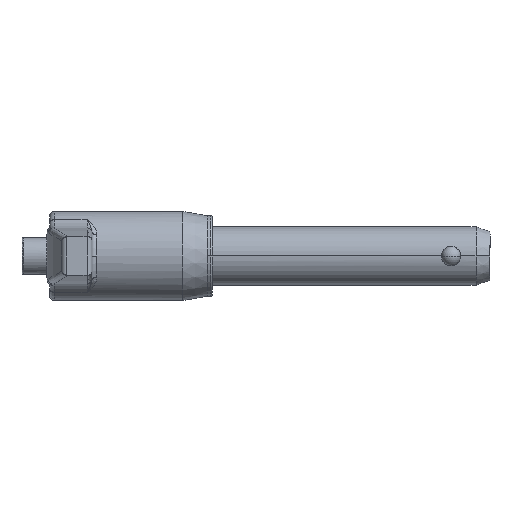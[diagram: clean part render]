
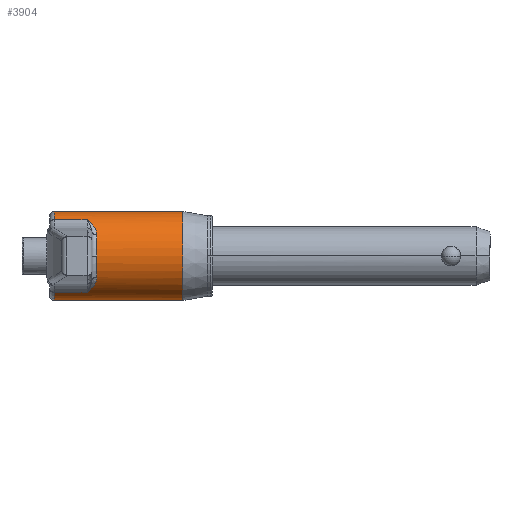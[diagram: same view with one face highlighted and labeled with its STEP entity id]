
A CAD part, left-side view. The second image highlights one B-rep face of the part: STEP entity #3904.
In plain terms, the highlighted cylindrical face has radius 9.13 mm (diameter 18.26 mm), a partial arc.
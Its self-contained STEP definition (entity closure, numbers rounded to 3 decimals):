
#107 = DIRECTION ( 'NONE',  ( 0., 1., 0. ) ) ;
#125 = ORIENTED_EDGE ( 'NONE', *, *, #3291, .T. ) ;
#131 = CARTESIAN_POINT ( 'NONE',  ( -5.239, 7.7, -7.477 ) ) ;
#147 = EDGE_CURVE ( 'NONE', #1075, #899, #413, .T. ) ;
#183 = DIRECTION ( 'NONE',  ( 0., -1., 0. ) ) ;
#206 = CYLINDRICAL_SURFACE ( 'NONE', #2016, 9.13 ) ;
#403 = EDGE_CURVE ( 'NONE', #2384, #2046, #496, .T. ) ;
#413 = B_SPLINE_CURVE_WITH_KNOTS ( 'NONE', 3,
 ( #3793, #1362, #767, #2385, #3136, #2054, #2123, #446 ),
 .UNSPECIFIED., .F., .F.,
 ( 4, 2, 2, 4 ),
 ( 0., 0.001, 0.002, 0.005 ),
 .UNSPECIFIED. ) ;
#446 = CARTESIAN_POINT ( 'NONE',  ( -5.239, 1., -7.477 ) ) ;
#496 = B_SPLINE_CURVE_WITH_KNOTS ( 'NONE', 3,
 ( #1280, #3966, #2978, #1630, #2588, #1216, #4307, #1296, #2568, #3249 ),
 .UNSPECIFIED., .F., .F.,
 ( 4, 2, 2, 2, 4 ),
 ( 0., 0.001, 0.002, 0.004, 0.005 ),
 .UNSPECIFIED. ) ;
#589 = EDGE_CURVE ( 'NONE', #4087, #2384, #2867, .T. ) ;
#636 = LINE ( 'NONE', #3667, #3425 ) ;
#642 = EDGE_LOOP ( 'NONE', ( #1465, #1203, #3015, #125, #930, #1542, #1975, #1934, #3169, #3523, #3968 ) ) ;
#646 = CARTESIAN_POINT ( 'NONE',  ( -5.239, 7.7, 7.477 ) ) ;
#698 = CIRCLE ( 'NONE', #4217, 9.13 ) ;
#756 = VERTEX_POINT ( 'NONE', #3264 ) ;
#767 = CARTESIAN_POINT ( 'NONE',  ( -7.609, -0.917, -5.06 ) ) ;
#790 = AXIS2_PLACEMENT_3D ( 'NONE', #1654, #3000, #2510 ) ;
#800 = DIRECTION ( 'NONE',  ( 0., 0., 1. ) ) ;
#899 = VERTEX_POINT ( 'NONE', #2279 ) ;
#930 = ORIENTED_EDGE ( 'NONE', *, *, #589, .T. ) ;
#991 = LINE ( 'NONE', #3402, #3471 ) ;
#1002 = CIRCLE ( 'NONE', #790, 9.13 ) ;
#1075 = VERTEX_POINT ( 'NONE', #3779 ) ;
#1145 = EDGE_CURVE ( 'NONE', #3984, #2311, #1002, .T. ) ;
#1170 = DIRECTION ( 'NONE',  ( 0., -1., 0. ) ) ;
#1203 = ORIENTED_EDGE ( 'NONE', *, *, #3209, .T. ) ;
#1216 = CARTESIAN_POINT ( 'NONE',  ( -6.944, -0.492, 5.938 ) ) ;
#1252 = DIRECTION ( 'NONE',  ( 0., 1., 0. ) ) ;
#1253 = CARTESIAN_POINT ( 'NONE',  ( 0., -1., 0. ) ) ;
#1262 = AXIS2_PLACEMENT_3D ( 'NONE', #3507, #1853, #1792 ) ;
#1280 = CARTESIAN_POINT ( 'NONE',  ( -5.239, 1., 7.477 ) ) ;
#1296 = CARTESIAN_POINT ( 'NONE',  ( -7.609, -0.917, 5.06 ) ) ;
#1362 = CARTESIAN_POINT ( 'NONE',  ( -7.815, -1., -4.737 ) ) ;
#1465 = ORIENTED_EDGE ( 'NONE', *, *, #2371, .F. ) ;
#1478 = EDGE_CURVE ( 'NONE', #756, #3274, #3113, .T. ) ;
#1542 = ORIENTED_EDGE ( 'NONE', *, *, #403, .T. ) ;
#1562 = EDGE_CURVE ( 'NONE', #2399, #1075, #3380, .T. ) ;
#1630 = CARTESIAN_POINT ( 'NONE',  ( -6.243, 0.1, 6.67 ) ) ;
#1642 = EDGE_CURVE ( 'NONE', #2046, #2399, #3172, .T. ) ;
#1654 = CARTESIAN_POINT ( 'NONE',  ( 0., 7.7, 0. ) ) ;
#1724 = CARTESIAN_POINT ( 'NONE',  ( -9.13, -1., 0. ) ) ;
#1734 = DIRECTION ( 'NONE',  ( 0., 0., 1. ) ) ;
#1792 = DIRECTION ( 'NONE',  ( -1., 0., 0. ) ) ;
#1853 = DIRECTION ( 'NONE',  ( 0., -1., 0. ) ) ;
#1898 = AXIS2_PLACEMENT_3D ( 'NONE', #2839, #3825, #800 ) ;
#1934 = ORIENTED_EDGE ( 'NONE', *, *, #1562, .T. ) ;
#1975 = ORIENTED_EDGE ( 'NONE', *, *, #1642, .T. ) ;
#2016 = AXIS2_PLACEMENT_3D ( 'NONE', #3466, #1252, #3492 ) ;
#2046 = VERTEX_POINT ( 'NONE', #3602 ) ;
#2054 = CARTESIAN_POINT ( 'NONE',  ( -6.25, 0.077, -6.69 ) ) ;
#2063 = DIRECTION ( 'NONE',  ( 0., 1., 0. ) ) ;
#2123 = CARTESIAN_POINT ( 'NONE',  ( -5.759, 0.543, -7.113 ) ) ;
#2276 = DIRECTION ( 'NONE',  ( 0., 1., 0. ) ) ;
#2279 = CARTESIAN_POINT ( 'NONE',  ( -5.239, 1., -7.477 ) ) ;
#2311 = VERTEX_POINT ( 'NONE', #2695 ) ;
#2318 = CARTESIAN_POINT ( 'NONE',  ( -5.239, 1., 7.477 ) ) ;
#2371 = EDGE_CURVE ( 'NONE', #3786, #2311, #991, .T. ) ;
#2384 = VERTEX_POINT ( 'NONE', #2318 ) ;
#2385 = CARTESIAN_POINT ( 'NONE',  ( -7.169, -0.661, -5.666 ) ) ;
#2392 = VECTOR ( 'NONE', #107, 1000. ) ;
#2399 = VERTEX_POINT ( 'NONE', #1724 ) ;
#2493 = CARTESIAN_POINT ( 'NONE',  ( 0., 7.7, 9.13 ) ) ;
#2510 = DIRECTION ( 'NONE',  ( 0., 0., 1. ) ) ;
#2521 = CARTESIAN_POINT ( 'NONE',  ( -5.239, -23.67, 7.477 ) ) ;
#2564 = DIRECTION ( 'NONE',  ( -1., 0., 0. ) ) ;
#2568 = CARTESIAN_POINT ( 'NONE',  ( -7.815, -1., 4.737 ) ) ;
#2588 = CARTESIAN_POINT ( 'NONE',  ( -6.481, -0.113, 6.439 ) ) ;
#2695 = CARTESIAN_POINT ( 'NONE',  ( 0., 7.7, -9.13 ) ) ;
#2739 = DIRECTION ( 'NONE',  ( 0., 1., 0. ) ) ;
#2839 = CARTESIAN_POINT ( 'NONE',  ( 0., 7.7, 0. ) ) ;
#2867 = LINE ( 'NONE', #2521, #3882 ) ;
#2960 = AXIS2_PLACEMENT_3D ( 'NONE', #1253, #183, #2564 ) ;
#2978 = CARTESIAN_POINT ( 'NONE',  ( -5.752, 0.541, 7.098 ) ) ;
#3000 = DIRECTION ( 'NONE',  ( 0., -1., 0. ) ) ;
#3015 = ORIENTED_EDGE ( 'NONE', *, *, #1478, .T. ) ;
#3113 = LINE ( 'NONE', #3486, #2392 ) ;
#3136 = CARTESIAN_POINT ( 'NONE',  ( -6.944, -0.492, -5.938 ) ) ;
#3169 = ORIENTED_EDGE ( 'NONE', *, *, #147, .T. ) ;
#3172 = CIRCLE ( 'NONE', #2960, 9.13 ) ;
#3209 = EDGE_CURVE ( 'NONE', #3786, #756, #698, .T. ) ;
#3249 = CARTESIAN_POINT ( 'NONE',  ( -8.007, -1., 4.388 ) ) ;
#3264 = CARTESIAN_POINT ( 'NONE',  ( 0., -18.67, 9.13 ) ) ;
#3274 = VERTEX_POINT ( 'NONE', #2493 ) ;
#3291 = EDGE_CURVE ( 'NONE', #3274, #4087, #3734, .T. ) ;
#3380 = CIRCLE ( 'NONE', #1262, 9.13 ) ;
#3402 = CARTESIAN_POINT ( 'NONE',  ( 0., -23.67, -9.13 ) ) ;
#3425 = VECTOR ( 'NONE', #2276, 1000. ) ;
#3466 = CARTESIAN_POINT ( 'NONE',  ( 0., -23.67, 0. ) ) ;
#3471 = VECTOR ( 'NONE', #2739, 1000. ) ;
#3486 = CARTESIAN_POINT ( 'NONE',  ( 0., -23.67, 9.13 ) ) ;
#3492 = DIRECTION ( 'NONE',  ( 0., 0., 1. ) ) ;
#3507 = CARTESIAN_POINT ( 'NONE',  ( 0., -1., 0. ) ) ;
#3523 = ORIENTED_EDGE ( 'NONE', *, *, #3666, .T. ) ;
#3602 = CARTESIAN_POINT ( 'NONE',  ( -8.007, -1., 4.388 ) ) ;
#3666 = EDGE_CURVE ( 'NONE', #899, #3984, #636, .T. ) ;
#3667 = CARTESIAN_POINT ( 'NONE',  ( -5.239, -23.67, -7.477 ) ) ;
#3690 = CARTESIAN_POINT ( 'NONE',  ( 0., -18.67, -9.13 ) ) ;
#3734 = CIRCLE ( 'NONE', #1898, 9.13 ) ;
#3779 = CARTESIAN_POINT ( 'NONE',  ( -8.007, -1., -4.388 ) ) ;
#3782 = CARTESIAN_POINT ( 'NONE',  ( 0., -18.67, 0. ) ) ;
#3786 = VERTEX_POINT ( 'NONE', #3690 ) ;
#3793 = CARTESIAN_POINT ( 'NONE',  ( -8.007, -1., -4.388 ) ) ;
#3825 = DIRECTION ( 'NONE',  ( 0., -1., 0. ) ) ;
#3882 = VECTOR ( 'NONE', #1170, 1000. ) ;
#3904 = ADVANCED_FACE ( 'NONE', ( #4263 ), #206, .T. ) ;
#3966 = CARTESIAN_POINT ( 'NONE',  ( -5.5, 0.771, 7.294 ) ) ;
#3968 = ORIENTED_EDGE ( 'NONE', *, *, #1145, .T. ) ;
#3984 = VERTEX_POINT ( 'NONE', #131 ) ;
#4087 = VERTEX_POINT ( 'NONE', #646 ) ;
#4217 = AXIS2_PLACEMENT_3D ( 'NONE', #3782, #2063, #1734 ) ;
#4263 = FACE_OUTER_BOUND ( 'NONE', #642, .T. ) ;
#4307 = CARTESIAN_POINT ( 'NONE',  ( -7.169, -0.661, 5.666 ) ) ;
